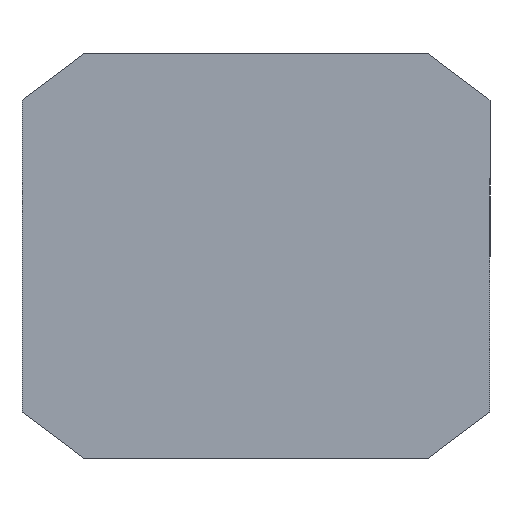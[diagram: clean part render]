
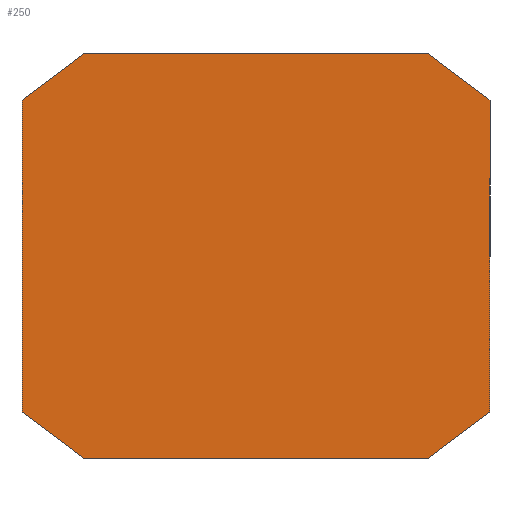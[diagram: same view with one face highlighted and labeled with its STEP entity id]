
A CAD part, front view. The second image highlights one B-rep face of the part: STEP entity #250.
In plain terms, the highlighted planar face has unit normal (0, -1, 0).
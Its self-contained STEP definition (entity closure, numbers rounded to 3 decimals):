
#5 = LINE ( 'NONE', #243, #296 ) ;
#18 = VERTEX_POINT ( 'NONE', #27 ) ;
#22 = EDGE_CURVE ( 'NONE', #104, #112, #131, .T. ) ;
#27 = CARTESIAN_POINT ( 'NONE',  ( 75., 0., -50. ) ) ;
#37 = CARTESIAN_POINT ( 'NONE',  ( -75., 0., -65. ) ) ;
#42 = CARTESIAN_POINT ( 'NONE',  ( -75., 0., -50. ) ) ;
#43 = DIRECTION ( 'NONE',  ( 0.8, 0., 0.6 ) ) ;
#44 = VECTOR ( 'NONE', #196, 1000. ) ;
#46 = FACE_OUTER_BOUND ( 'NONE', #96, .T. ) ;
#47 = EDGE_CURVE ( 'NONE', #261, #101, #5, .T. ) ;
#52 = EDGE_CURVE ( 'NONE', #104, #18, #216, .T. ) ;
#59 = ORIENTED_EDGE ( 'NONE', *, *, #22, .F. ) ;
#62 = LINE ( 'NONE', #248, #167 ) ;
#73 = AXIS2_PLACEMENT_3D ( 'NONE', #80, #227, #128 ) ;
#80 = CARTESIAN_POINT ( 'NONE',  ( 0., 0., 0. ) ) ;
#84 = VECTOR ( 'NONE', #290, 1000. ) ;
#85 = ORIENTED_EDGE ( 'NONE', *, *, #47, .F. ) ;
#91 = CARTESIAN_POINT ( 'NONE',  ( 55., 0., -65. ) ) ;
#92 = CARTESIAN_POINT ( 'NONE',  ( 55., 0., 65. ) ) ;
#94 = CARTESIAN_POINT ( 'NONE',  ( 75., 0., 50. ) ) ;
#96 = EDGE_LOOP ( 'NONE', ( #59, #302, #110, #284, #85, #276, #175, #235 ) ) ;
#101 = VERTEX_POINT ( 'NONE', #92 ) ;
#102 = EDGE_CURVE ( 'NONE', #261, #226, #292, .T. ) ;
#104 = VERTEX_POINT ( 'NONE', #185 ) ;
#106 = CARTESIAN_POINT ( 'NONE',  ( -75., 0., -65. ) ) ;
#110 = ORIENTED_EDGE ( 'NONE', *, *, #254, .F. ) ;
#112 = VERTEX_POINT ( 'NONE', #118 ) ;
#114 = CARTESIAN_POINT ( 'NONE',  ( -75., 0., 50. ) ) ;
#118 = CARTESIAN_POINT ( 'NONE',  ( -55., 0., -65. ) ) ;
#128 = DIRECTION ( 'NONE',  ( 0., 0., 1. ) ) ;
#131 = LINE ( 'NONE', #106, #84 ) ;
#132 = VERTEX_POINT ( 'NONE', #42 ) ;
#146 = CARTESIAN_POINT ( 'NONE',  ( -55., 0., 65. ) ) ;
#147 = PLANE ( 'NONE',  #73 ) ;
#148 = CARTESIAN_POINT ( 'NONE',  ( -75., 0., 50. ) ) ;
#155 = EDGE_CURVE ( 'NONE', #168, #101, #315, .T. ) ;
#163 = DIRECTION ( 'NONE',  ( -0.8, 0., 0.6 ) ) ;
#166 = EDGE_CURVE ( 'NONE', #132, #226, #271, .T. ) ;
#167 = VECTOR ( 'NONE', #212, 1000. ) ;
#168 = VERTEX_POINT ( 'NONE', #217 ) ;
#175 = ORIENTED_EDGE ( 'NONE', *, *, #166, .F. ) ;
#180 = EDGE_CURVE ( 'NONE', #132, #112, #62, .T. ) ;
#185 = CARTESIAN_POINT ( 'NONE',  ( 55., 0., -65. ) ) ;
#189 = DIRECTION ( 'NONE',  ( 1., 0., 0. ) ) ;
#196 = DIRECTION ( 'NONE',  ( 0., 0., -1. ) ) ;
#208 = VECTOR ( 'NONE', #163, 1000. ) ;
#212 = DIRECTION ( 'NONE',  ( 0.8, 0., -0.6 ) ) ;
#214 = DIRECTION ( 'NONE',  ( -0.8, 0., -0.6 ) ) ;
#216 = LINE ( 'NONE', #91, #309 ) ;
#217 = CARTESIAN_POINT ( 'NONE',  ( 75., 0., 50. ) ) ;
#225 = CARTESIAN_POINT ( 'NONE',  ( 75., 0., -65. ) ) ;
#226 = VERTEX_POINT ( 'NONE', #148 ) ;
#227 = DIRECTION ( 'NONE',  ( 0., 1., 0. ) ) ;
#235 = ORIENTED_EDGE ( 'NONE', *, *, #180, .T. ) ;
#243 = CARTESIAN_POINT ( 'NONE',  ( -75., 0., 65. ) ) ;
#248 = CARTESIAN_POINT ( 'NONE',  ( -55., 0., -65. ) ) ;
#250 = ADVANCED_FACE ( 'NONE', ( #46 ), #147, .F. ) ;
#254 = EDGE_CURVE ( 'NONE', #168, #18, #327, .T. ) ;
#261 = VERTEX_POINT ( 'NONE', #146 ) ;
#267 = DIRECTION ( 'NONE',  ( 0., 0., 1. ) ) ;
#271 = LINE ( 'NONE', #37, #322 ) ;
#276 = ORIENTED_EDGE ( 'NONE', *, *, #102, .T. ) ;
#279 = VECTOR ( 'NONE', #214, 1000. ) ;
#284 = ORIENTED_EDGE ( 'NONE', *, *, #155, .T. ) ;
#290 = DIRECTION ( 'NONE',  ( -1., 0., 0. ) ) ;
#292 = LINE ( 'NONE', #114, #279 ) ;
#296 = VECTOR ( 'NONE', #189, 1000. ) ;
#302 = ORIENTED_EDGE ( 'NONE', *, *, #52, .T. ) ;
#309 = VECTOR ( 'NONE', #43, 1000. ) ;
#315 = LINE ( 'NONE', #94, #208 ) ;
#322 = VECTOR ( 'NONE', #267, 1000. ) ;
#327 = LINE ( 'NONE', #225, #44 ) ;
